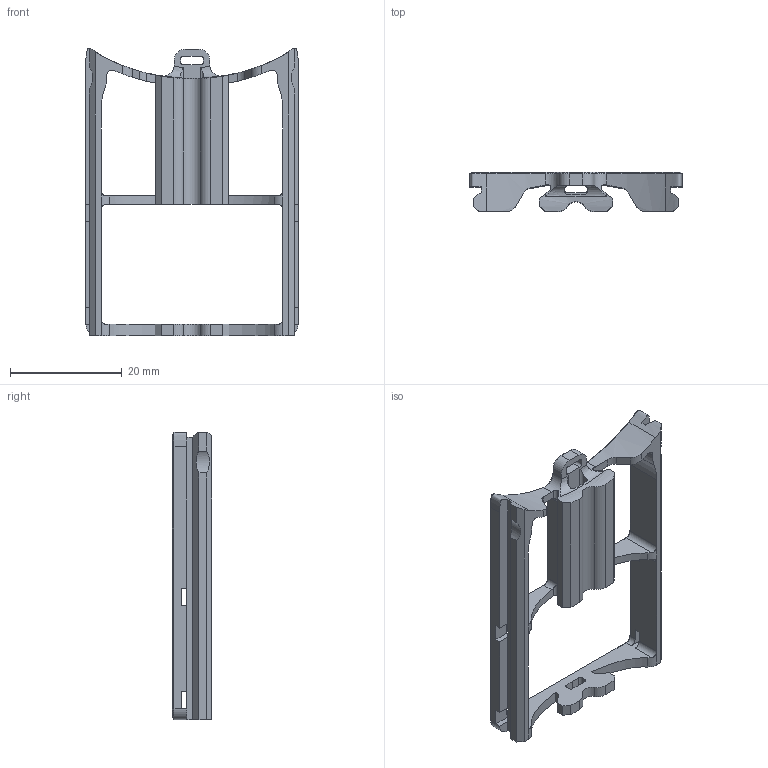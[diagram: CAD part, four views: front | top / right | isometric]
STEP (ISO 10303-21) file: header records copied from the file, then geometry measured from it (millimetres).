
FILE_DESCRIPTION (( 'STEP AP203' ), '1' );
FILE_NAME ('top_battery_cart^frame_cf.STEP', '2024-11-18T17:52:59', ( '' ), ( '' ), 'SwSTEP 2.0', 'SolidWorks 2022', '' );
FILE_SCHEMA (( 'CONFIG_CONTROL_DESIGN' ));
Length unit declared in the file: millimetre
Products named in the file (1): top_battery_cart^frame_cf
Bounding box: 38 x 7.06 x 51.43 mm (x, y, z)
Volume: 3549.7 mm3; surface area: 4417.2 mm2
Topology: 1 solids, 1 shells, 208 faces, 592 edges, 374 vertices
Faces by surface type: plane 98, cylinder 65, cone 32, bspline 12, torus 1
Entity records: 7885 total; most frequent: CARTESIAN_POINT 2486, ORIENTED_EDGE 1184, DIRECTION 1038, EDGE_CURVE 592, VERTEX_POINT 374, VECTOR 370, LINE 370, AXIS2_PLACEMENT_3D 334
